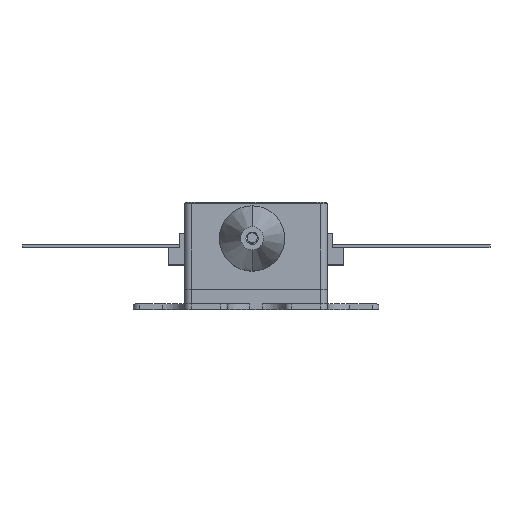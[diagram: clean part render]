
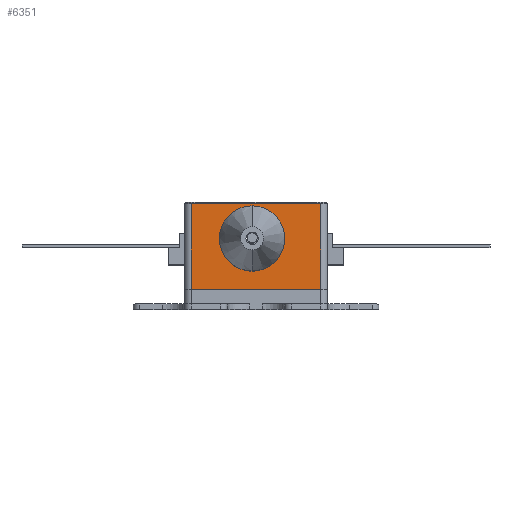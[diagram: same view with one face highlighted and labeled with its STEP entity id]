
A CAD part, top view. The second image highlights one B-rep face of the part: STEP entity #6351.
In plain terms, the highlighted planar face has unit normal (0, 0, 1).
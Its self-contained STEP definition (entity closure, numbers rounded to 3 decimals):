
#1008 = EDGE_CURVE ( 'NONE', #12571, #12576, #13977, .T. ) ;
#1227 = VERTEX_POINT ( 'NONE', #23787 ) ;
#1249 = VERTEX_POINT ( 'NONE', #23824 ) ;
#1268 = VERTEX_POINT ( 'NONE', #23855 ) ;
#2074 = EDGE_CURVE ( 'NONE', #1227, #1268, #21415, .T. ) ;
#2082 = EDGE_CURVE ( 'NONE', #1249, #1227, #21444, .T. ) ;
#2084 = EDGE_CURVE ( 'NONE', #12576, #12571, #28039, .T. ) ;
#2086 = EDGE_CURVE ( 'NONE', #1268, #12653, #21456, .T. ) ;
#2102 = EDGE_CURVE ( 'NONE', #12653, #1249, #21506, .T. ) ;
#5334 = ORIENTED_EDGE ( 'NONE', *, *, #2084, .F. ) ;
#5336 = ORIENTED_EDGE ( 'NONE', *, *, #2074, .T. ) ;
#5337 = ORIENTED_EDGE ( 'NONE', *, *, #1008, .F. ) ;
#5338 = ORIENTED_EDGE ( 'NONE', *, *, #2102, .T. ) ;
#5339 = ORIENTED_EDGE ( 'NONE', *, *, #2086, .T. ) ;
#5341 = ORIENTED_EDGE ( 'NONE', *, *, #2082, .T. ) ;
#6351 = ADVANCED_FACE ( 'NONE', ( #16001, #16008 ), #16013, .T. ) ;
#8099 = EDGE_LOOP ( 'NONE', ( #5336, #5339, #5338, #5341 ) ) ;
#12571 = VERTEX_POINT ( 'NONE', #16764 ) ;
#12576 = VERTEX_POINT ( 'NONE', #16769 ) ;
#12653 = VERTEX_POINT ( 'NONE', #16815 ) ;
#13975 = AXIS2_PLACEMENT_3D ( 'NONE', #22783, #22785, #22787 ) ;
#13977 = CIRCLE ( 'NONE', #13975, 1.59 ) ;
#14985 = AXIS2_PLACEMENT_3D ( 'NONE', #16022, #16023, #16024 ) ;
#16001 = FACE_BOUND ( 'NONE', #28286, .T. ) ;
#16008 = FACE_OUTER_BOUND ( 'NONE', #8099, .T. ) ;
#16013 = PLANE ( 'NONE',  #14985 ) ;
#16022 = CARTESIAN_POINT ( 'NONE',  ( -28.774, -2.714, 17.488 ) ) ;
#16023 = DIRECTION ( 'NONE',  ( 0., 0., 1. ) ) ;
#16024 = DIRECTION ( 'NONE',  ( 1., 0., 0. ) ) ;
#16764 = CARTESIAN_POINT ( 'NONE',  ( -24.358, 1.786, 17.488 ) ) ;
#16769 = CARTESIAN_POINT ( 'NONE',  ( -21.178, 1.786, 17.488 ) ) ;
#16815 = CARTESIAN_POINT ( 'NONE',  ( -28.174, -2.714, 17.488 ) ) ;
#21410 = CARTESIAN_POINT ( 'NONE',  ( -28.774, 4.886, 17.488 ) ) ;
#21415 = LINE ( 'NONE', #21410, #28028 ) ;
#21425 = DIRECTION ( 'NONE',  ( -1., 0., 0. ) ) ;
#21444 = LINE ( 'NONE', #21445, #28037 ) ;
#21445 = CARTESIAN_POINT ( 'NONE',  ( -16.674, 4.886, 17.488 ) ) ;
#21446 = DIRECTION ( 'NONE',  ( 0., 1., 0. ) ) ;
#21452 = CARTESIAN_POINT ( 'NONE',  ( -22.768, 1.786, 17.488 ) ) ;
#21453 = DIRECTION ( 'NONE',  ( 0., 0., 1. ) ) ;
#21454 = DIRECTION ( 'NONE',  ( 1., 0., 0. ) ) ;
#21456 = LINE ( 'NONE', #21457, #28043 ) ;
#21457 = CARTESIAN_POINT ( 'NONE',  ( -28.174, -2.714, 17.488 ) ) ;
#21458 = DIRECTION ( 'NONE',  ( 0., -1., 0. ) ) ;
#21506 = LINE ( 'NONE', #21507, #28065 ) ;
#21507 = CARTESIAN_POINT ( 'NONE',  ( -28.774, -2.714, 17.488 ) ) ;
#21508 = DIRECTION ( 'NONE',  ( 1., 0., 0. ) ) ;
#22783 = CARTESIAN_POINT ( 'NONE',  ( -22.768, 1.786, 17.488 ) ) ;
#22785 = DIRECTION ( 'NONE',  ( 0., 0., 1. ) ) ;
#22787 = DIRECTION ( 'NONE',  ( 1., 0., 0. ) ) ;
#23787 = CARTESIAN_POINT ( 'NONE',  ( -16.674, 4.886, 17.488 ) ) ;
#23824 = CARTESIAN_POINT ( 'NONE',  ( -16.674, -2.714, 17.488 ) ) ;
#23855 = CARTESIAN_POINT ( 'NONE',  ( -28.174, 4.886, 17.488 ) ) ;
#28028 = VECTOR ( 'NONE', #21425, 1000. ) ;
#28037 = VECTOR ( 'NONE', #21446, 1000. ) ;
#28039 = CIRCLE ( 'NONE', #28042, 1.59 ) ;
#28042 = AXIS2_PLACEMENT_3D ( 'NONE', #21452, #21453, #21454 ) ;
#28043 = VECTOR ( 'NONE', #21458, 1000. ) ;
#28065 = VECTOR ( 'NONE', #21508, 1000. ) ;
#28286 = EDGE_LOOP ( 'NONE', ( #5334, #5337 ) ) ;
